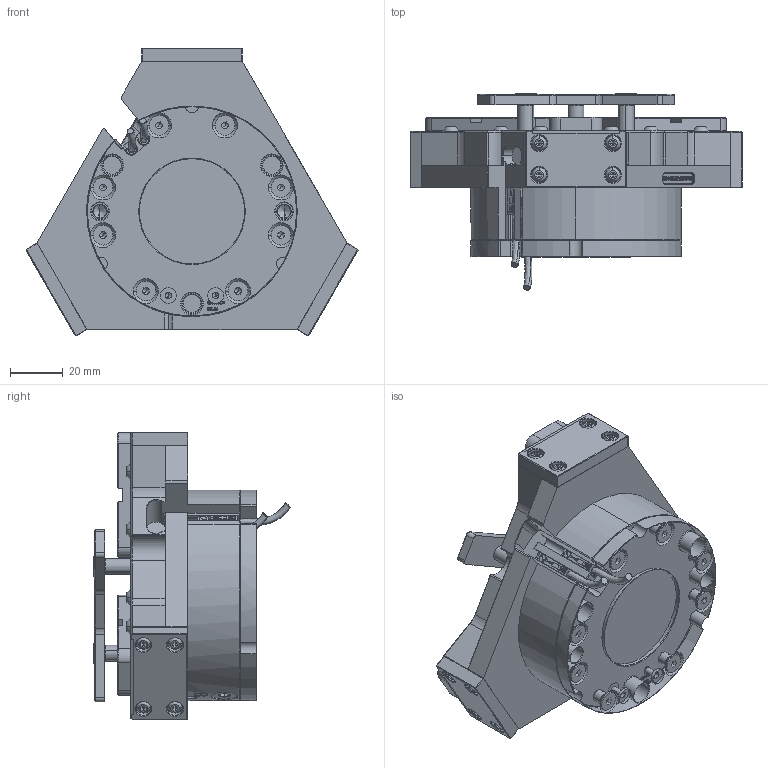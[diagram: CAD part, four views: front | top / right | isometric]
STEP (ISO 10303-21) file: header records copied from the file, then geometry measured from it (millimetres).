
FILE_DESCRIPTION (( 'STEP AP203' ), '1' );
FILE_NAME ('FY-JGZ 80-1-SAD.STEP', '2024-04-13T02:36:39', ( 'User' ), ( 'Microsoft' ), 'SwSTEP 2.0', 'SolidWorks 2015', '' );
FILE_SCHEMA (( 'CONFIG_CONTROL_DESIGN' ));
Length unit declared in the file: millimetre
Products named in the file (17): FY-JGZ 80-1-SAD; FY-JGZ 80-1-SAD滅鳥輸; FY-JGZ 80-1-SAD褲极; FY-JGZ 80-1-SAD傷裔; 棠俶羲壽4.0X15; hexagon socket button head screws gb_GB_SOCKET_TYPE7 M3X8-N; FY-JGZ 80-1綴裔; 8X6X4肣杶; hexagon socket countersunk head screws gb_GB_FASTENER_SCREWS_HSCHS M4X12-N; FY-JGZ 64-1埴翐芢蹋裝; FY-JGZ 80-1-SAD倰瘍齪; 8X6X5肣杶; 10X12LOGO-懦伎; FY-JGZ 80-1芢蹋啣; FY-JGZ 80-1-SAD賑輸; 芢蹋蹟隊M4X8X6; FY-JGZ 80-1-SAD前盖
Assembly tree (65 placements, depth 2):
  FY-JGZ 80-1-SAD
    FY-JGZ 80-1-SAD褲极
    棠俶羲壽4.0X15  x2
    FY-JGZ 80-1綴裔
    hexagon socket countersunk head screws gb_GB_FASTENER_SCREWS_HSCHS M4X12-N  x8
    FY-JGZ 80-1-SAD倰瘍齪  x2
    10X12LOGO-懦伎
    FY-JGZ 80-1-SAD賑輸  x3
    FY-JGZ 80-1-SAD前盖
    FY-JGZ 80-1-SAD滅鳥輸  x3
    FY-JGZ 80-1-SAD傷裔  x3
    hexagon socket button head screws gb_GB_SOCKET_TYPE7 M3X8-N  x24
    8X6X4肣杶  x6
    FY-JGZ 64-1埴翐芢蹋裝  x3
    8X6X5肣杶  x3
    FY-JGZ 80-1芢蹋啣
    芢蹋蹟隊M4X8X6  x3
Bounding box: 126.14 x 74.61 x 109.33 mm (x, y, z)
Volume: 296303.6 mm3; surface area: 111596.7 mm2
Topology: 65 solids, 65 shells, 4044 faces, 9934 edges, 6248 vertices
Faces by surface type: plane 2078, bspline 683, cylinder 668, cone 533, sphere 48, torus 34
Entity records: 98943 total; most frequent: CARTESIAN_POINT 42589, ORIENTED_EDGE 11698, DIRECTION 9592, EDGE_CURVE 5849, VERTEX_POINT 3779, VECTOR 3646, LINE 3646, AXIS2_PLACEMENT_3D 2973
